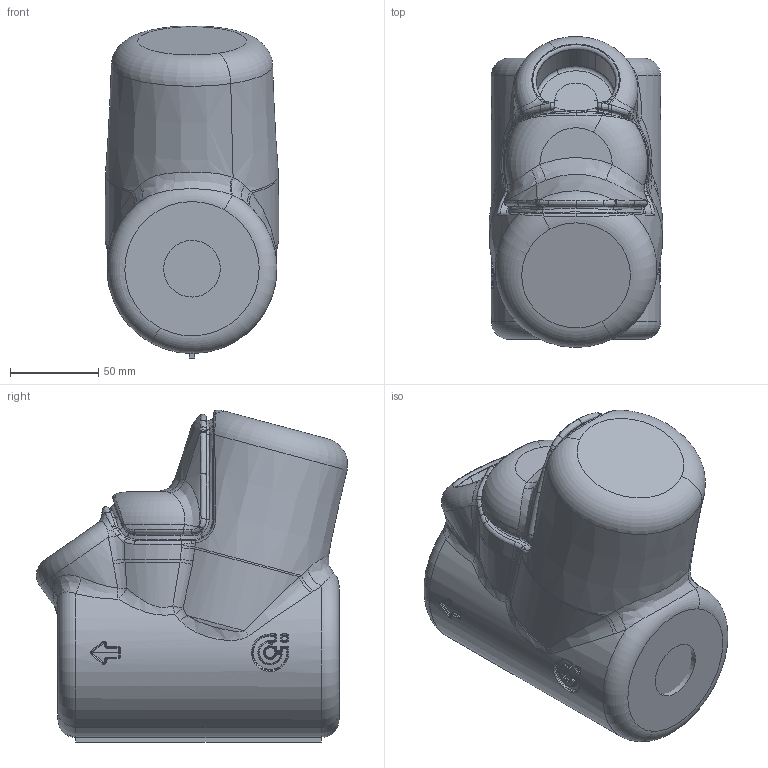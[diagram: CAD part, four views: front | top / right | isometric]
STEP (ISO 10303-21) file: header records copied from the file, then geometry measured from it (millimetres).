
FILE_DESCRIPTION(('CATIA V5 STEP Exchange','CAx-IF Rec.Pracs.--- Model Styling and Organization---1.4--- 2014-01-23','CAx-IF Rec.Pracs.---3D Tessellated Data Validation Properties---0.5---2014-09-14'),'2;1');
FILE_NAME('STEP_CBN116160_-_TST.stp','2020-05-12T07:10:54+00:00',('none'),('none'),'CATIA Version 5-6 Release 2019 SP3','CATIA V5 STEP AP242 v1','none');
FILE_SCHEMA(('AP242_MANAGED_MODEL_BASED_3D_ENGINEERING_MIM_LF {1 0 10303 442 1 1 4}'));
Length unit declared in the file: millimetre
Products named in the file (1): CBN116160 - TST
Bounding box: 98 x 176.06 x 187.81 mm (x, y, z)
Volume: 2461793.9 mm3; surface area: 214056.7 mm2
Topology: 2 solids, 2 shells, 1168 faces, 2724 edges, 1464 vertices
Faces by surface type: bspline 514, cylinder 218, torus 178, sphere 111, plane 92, cone 55
Entity records: 64166 total; most frequent: CARTESIAN_POINT 43052, ORIENTED_EDGE 5236, EDGE_CURVE 2618, DIRECTION 1977, B_SPLINE_CURVE_WITH_KNOTS 1637, VERTEX_POINT 1464, EDGE_LOOP 1182, ADVANCED_FACE 1168
